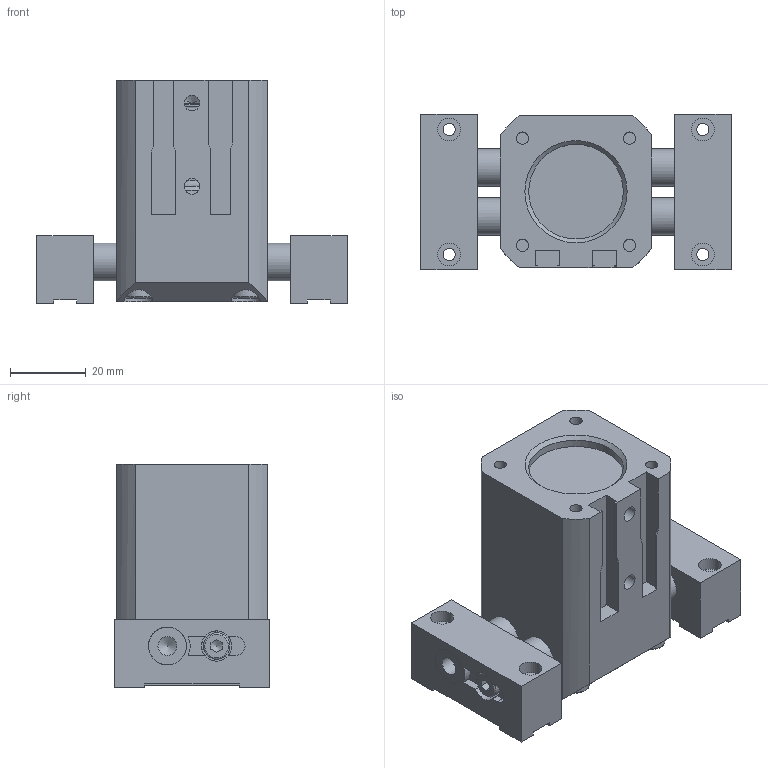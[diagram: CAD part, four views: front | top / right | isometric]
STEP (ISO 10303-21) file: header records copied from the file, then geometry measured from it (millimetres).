
FILE_DESCRIPTION((''),'2;1');
FILE_NAME('G-GP050-l2-GS+UB open.stp','2012-12-07T08:52:22',('dirk'),(''),'Autodesk Inventor 2011','Autodesk Inventor 2011','');
FILE_SCHEMA(('AUTOMOTIVE_DESIGN { 1 0 10303 214 1 1 1 1 }'));
Length unit declared in the file: millimetre
Products named in the file (3): Baugruppe1; G-GP050-l2-GÖ-Gehäuse-Feder; G-GP050-l2-GS-Bolzen2
Assembly tree (3 placements, depth 2):
  Baugruppe1
    G-GP050-l2-GÖ-Gehäuse-Feder
    G-GP050-l2-GS-Bolzen2  x2
Bounding box: 82 x 41 x 59 mm (x, y, z)
Volume: 96158.5 mm3; surface area: 45484.4 mm2
Topology: 3 solids, 21 shells, 405 faces, 994 edges, 647 vertices
Faces by surface type: plane 229, cylinder 115, cone 34, torus 26, bspline 1
Full cylindrical faces by diameter (mm): 2.459 x2, 3.242 x10, 4 x6, 4.134 x2, 4.3 x4, 4.5 x2, 4.917 x1, 5 x2, 6 x5, 6.4 x1, 7 x6, 8 x8, 10 x8, 12 x8, 14 x1, 15 x2, 17 x2, 20 x1, 23 x2, 23.6 x2, 25 x1, 27 x1, 27.1 x2, 30 x5
Entity records: 10374 total; most frequent: CARTESIAN_POINT 3001, DIRECTION 1452, ORIENTED_EDGE 1218, EDGE_CURVE 609, AXIS2_PLACEMENT_3D 582, EDGE_LOOP 529, VERTEX_POINT 454, STYLED_ITEM 332
